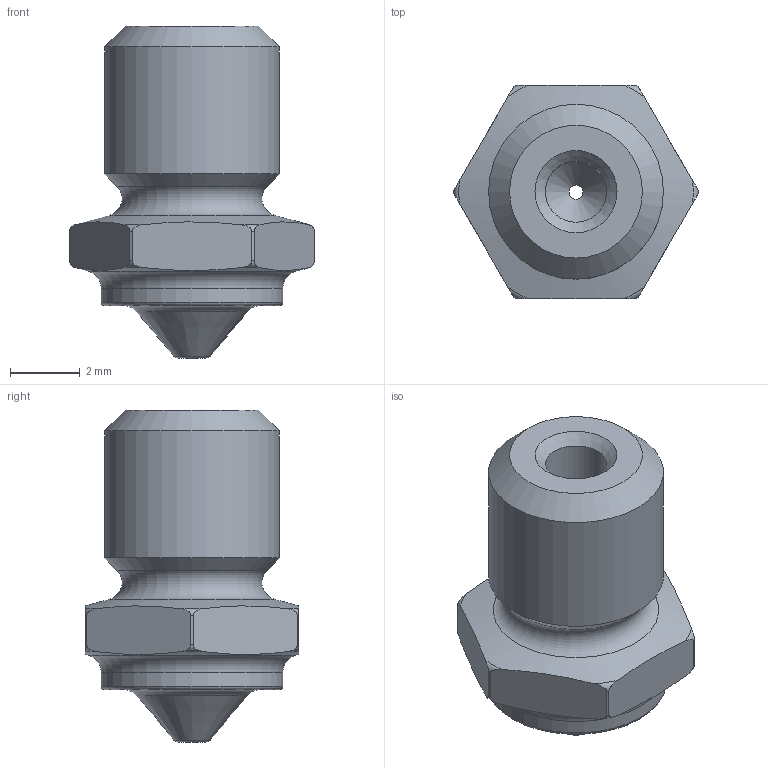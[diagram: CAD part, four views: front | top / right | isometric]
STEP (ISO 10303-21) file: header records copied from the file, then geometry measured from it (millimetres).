
FILE_DESCRIPTION(/* description */ (''),/* implementation_level */ '2;1');
FILE_NAME(/* name */ 'FIN 0.4mm Nozzle (No Threads).step',/* time_stamp */ '2025-06-27T21:30:18-04:00',/* author */ (''),/* organization */ (''),/* preprocessor_version */ 'ST-DEVELOPER v20.1',/* originating_system */ 'Autodesk Translation Framework v14.10.0.0',/* authorisation */ '');
FILE_SCHEMA (('AUTOMOTIVE_DESIGN { 1 0 10303 214 3 1 1 }'));
Length unit declared in the file: millimetre
Products named in the file (1): (Unsaved)
Bounding box: 7 x 6.1 x 9.5 mm (x, y, z)
Volume: 155.6 mm3; surface area: 236.5 mm2
Topology: 1 solids, 1 shells, 43 faces, 108 edges, 68 vertices
Faces by surface type: torus 17, cylinder 10, plane 9, cone 7
Full cylindrical faces by diameter (mm): 0.4 x1, 1.75 x1, 5 x1, 5.2 x1
Entity records: 1531 total; most frequent: CARTESIAN_POINT 496, ORIENTED_EDGE 216, DIRECTION 209, EDGE_CURVE 108, AXIS2_PLACEMENT_3D 93, VERTEX_POINT 68, CIRCLE 49, EDGE_LOOP 46
